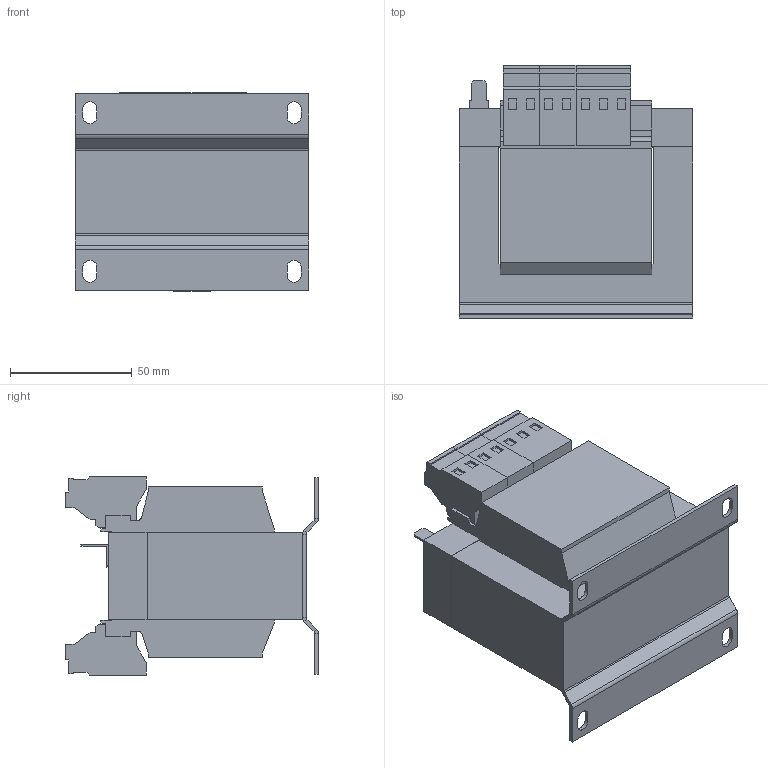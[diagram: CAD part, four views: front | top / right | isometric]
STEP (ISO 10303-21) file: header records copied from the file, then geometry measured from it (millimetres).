
FILE_DESCRIPTION (( 'STEP AP214' ), '1' );
FILE_NAME ('205154.STEP', '2020-05-29T04:51:47', ( '' ), ( '' ), 'SwSTEP 2.0', 'SolidWorks 2018', '' );
FILE_SCHEMA (( 'AUTOMOTIVE_DESIGN' ));
Length unit declared in the file: millimetre
Products named in the file (1): 205154
Bounding box: 96 x 104 x 81.6 mm (x, y, z)
Volume: 438889.7 mm3; surface area: 70582.8 mm2
Topology: 1 solids, 1 shells, 279 faces, 712 edges, 452 vertices
Faces by surface type: plane 243, cylinder 36
Entity records: 8288 total; most frequent: CARTESIAN_POINT 1444, ORIENTED_EDGE 1424, DIRECTION 1344, EDGE_CURVE 712, LINE 640, VECTOR 640, VERTEX_POINT 452, AXIS2_PLACEMENT_3D 352
